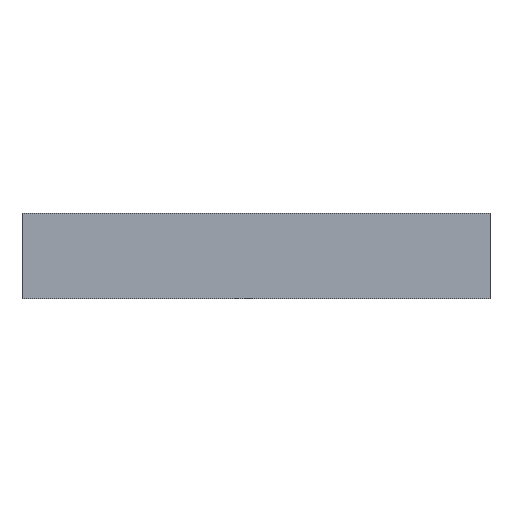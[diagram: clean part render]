
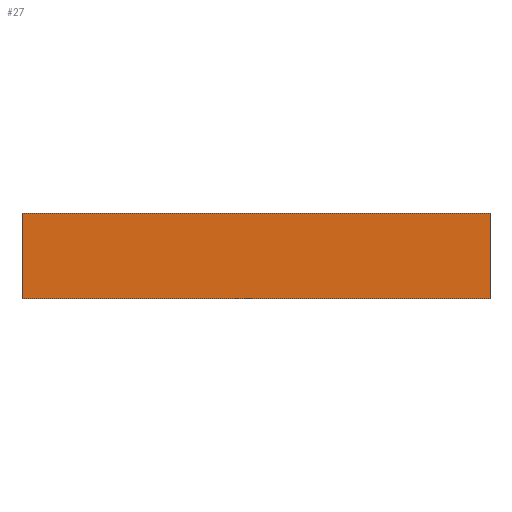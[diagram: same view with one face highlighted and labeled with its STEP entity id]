
A CAD part, left-side view. The second image highlights one B-rep face of the part: STEP entity #27.
In plain terms, the highlighted planar face has unit normal (-1, 0, 0).
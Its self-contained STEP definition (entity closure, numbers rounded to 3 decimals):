
#4 = CARTESIAN_POINT ( 'NONE',  ( -45., 27.5, 5. ) ) ;
#20 = VECTOR ( 'NONE', #752, 1000. ) ;
#27 = ADVANCED_FACE ( 'NONE', ( #1074 ), #337, .F. ) ;
#120 = CARTESIAN_POINT ( 'NONE',  ( -45., -27.5, 5. ) ) ;
#150 = CARTESIAN_POINT ( 'NONE',  ( -45., -27.5, 5. ) ) ;
#237 = CARTESIAN_POINT ( 'NONE',  ( -45., -27.5, 5. ) ) ;
#254 = AXIS2_PLACEMENT_3D ( 'NONE', #150, #1157, #597 ) ;
#274 = VERTEX_POINT ( 'NONE', #4 ) ;
#284 = DIRECTION ( 'NONE',  ( 0., -1., 0. ) ) ;
#337 = PLANE ( 'NONE',  #254 ) ;
#426 = ORIENTED_EDGE ( 'NONE', *, *, #905, .T. ) ;
#442 = LINE ( 'NONE', #816, #883 ) ;
#463 = VERTEX_POINT ( 'NONE', #775 ) ;
#472 = VECTOR ( 'NONE', #650, 1000. ) ;
#501 = DIRECTION ( 'NONE',  ( 0., -1., 0. ) ) ;
#571 = VERTEX_POINT ( 'NONE', #708 ) ;
#597 = DIRECTION ( 'NONE',  ( 0., 0., -1. ) ) ;
#639 = VECTOR ( 'NONE', #501, 1000. ) ;
#650 = DIRECTION ( 'NONE',  ( 0., 0., -1. ) ) ;
#659 = CARTESIAN_POINT ( 'NONE',  ( -45., 27.5, 5. ) ) ;
#708 = CARTESIAN_POINT ( 'NONE',  ( -45., -27.5, 5. ) ) ;
#725 = EDGE_CURVE ( 'NONE', #959, #463, #442, .T. ) ;
#752 = DIRECTION ( 'NONE',  ( 0., 0., -1. ) ) ;
#766 = CARTESIAN_POINT ( 'NONE',  ( -45., 27.5, -5. ) ) ;
#775 = CARTESIAN_POINT ( 'NONE',  ( -45., -27.5, -5. ) ) ;
#800 = ORIENTED_EDGE ( 'NONE', *, *, #1164, .F. ) ;
#816 = CARTESIAN_POINT ( 'NONE',  ( -45., -27.5, -5. ) ) ;
#860 = LINE ( 'NONE', #237, #639 ) ;
#883 = VECTOR ( 'NONE', #284, 1000. ) ;
#892 = ORIENTED_EDGE ( 'NONE', *, *, #725, .T. ) ;
#905 = EDGE_CURVE ( 'NONE', #274, #959, #989, .T. ) ;
#913 = EDGE_LOOP ( 'NONE', ( #892, #1169, #800, #426 ) ) ;
#921 = EDGE_CURVE ( 'NONE', #571, #463, #964, .T. ) ;
#959 = VERTEX_POINT ( 'NONE', #766 ) ;
#964 = LINE ( 'NONE', #120, #472 ) ;
#989 = LINE ( 'NONE', #659, #20 ) ;
#1074 = FACE_OUTER_BOUND ( 'NONE', #913, .T. ) ;
#1157 = DIRECTION ( 'NONE',  ( 1., 0., 0. ) ) ;
#1164 = EDGE_CURVE ( 'NONE', #274, #571, #860, .T. ) ;
#1169 = ORIENTED_EDGE ( 'NONE', *, *, #921, .F. ) ;
